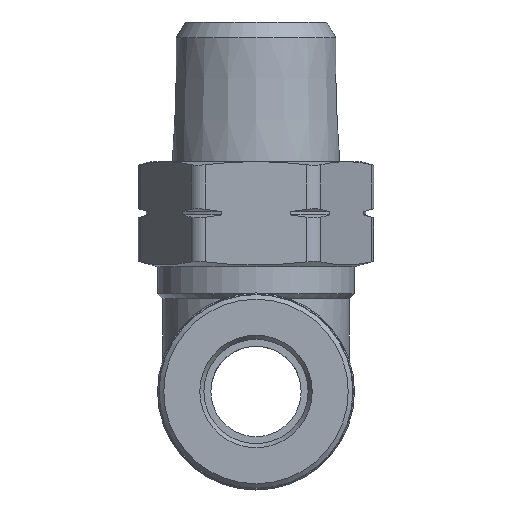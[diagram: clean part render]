
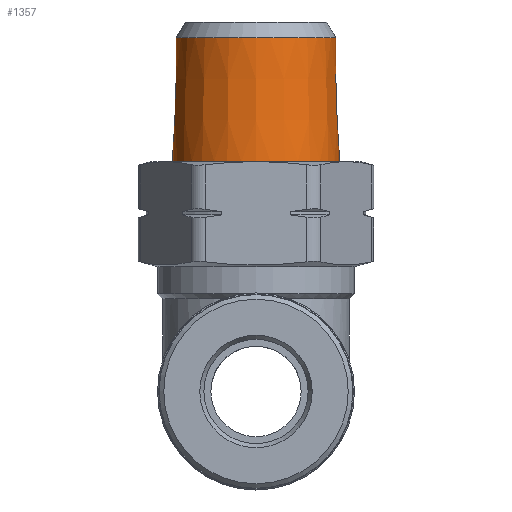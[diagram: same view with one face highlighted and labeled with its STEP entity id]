
A CAD part, left-side view. The second image highlights one B-rep face of the part: STEP entity #1357.
In plain terms, the highlighted conical face has half-angle 1.788 degrees and reference radius 5.098 mm.
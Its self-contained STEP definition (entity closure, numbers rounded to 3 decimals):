
#55=CONICAL_SURFACE('',#1513,5.098,0.031);
#455=ORIENTED_EDGE('',*,*,#733,.F.);
#456=ORIENTED_EDGE('',*,*,#734,.T.);
#733=EDGE_CURVE('',#886,#886,#937,.T.);
#734=EDGE_CURVE('',#887,#887,#938,.T.);
#886=VERTEX_POINT('',#2497);
#887=VERTEX_POINT('',#2500);
#937=CIRCLE('',#1512,4.862);
#938=CIRCLE('',#1514,5.098);
#1064=EDGE_LOOP('',(#455));
#1065=EDGE_LOOP('',(#456));
#1212=FACE_BOUND('',#1064,.T.);
#1213=FACE_BOUND('',#1065,.T.);
#1357=ADVANCED_FACE('',(#1212,#1213),#55,.T.);
#1512=AXIS2_PLACEMENT_3D('',#2496,#1826,#1827);
#1513=AXIS2_PLACEMENT_3D('',#2498,#1828,#1829);
#1514=AXIS2_PLACEMENT_3D('',#2499,#1830,#1831);
#1826=DIRECTION('',(0.,0.,1.));
#1827=DIRECTION('',(1.,0.,0.));
#1828=DIRECTION('',(0.,0.,-1.));
#1829=DIRECTION('',(-1.,0.,0.));
#1830=DIRECTION('',(0.,0.,1.));
#1831=DIRECTION('',(1.,0.,0.));
#2496=CARTESIAN_POINT('',(0.,0.,7.535));
#2497=CARTESIAN_POINT('',(4.862,0.,7.535));
#2498=CARTESIAN_POINT('',(0.,0.,0.));
#2499=CARTESIAN_POINT('',(0.,0.,0.));
#2500=CARTESIAN_POINT('',(5.098,0.,0.));
